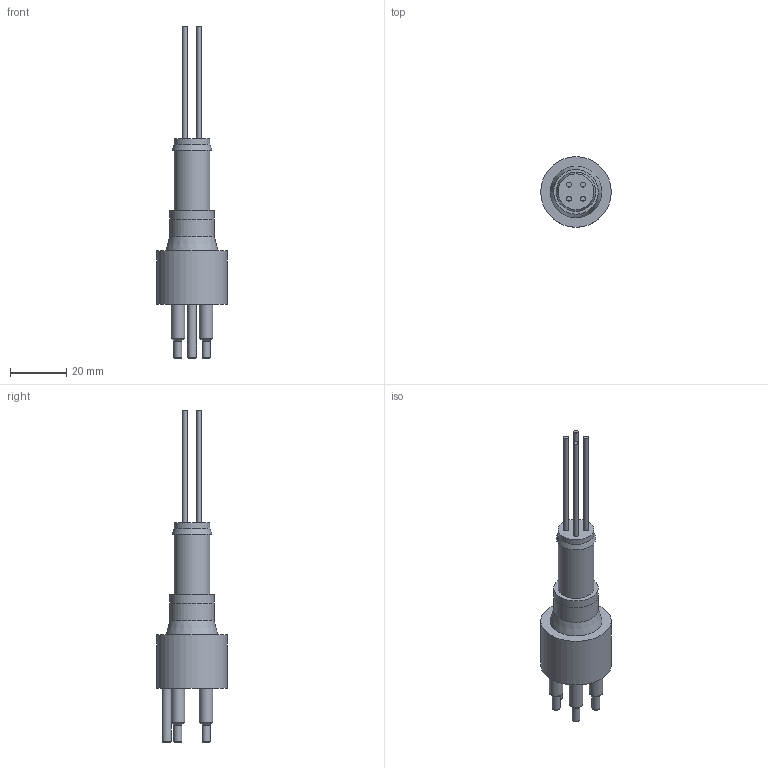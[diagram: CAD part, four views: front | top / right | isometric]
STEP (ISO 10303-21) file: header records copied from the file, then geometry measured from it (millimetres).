
FILE_DESCRIPTION(/* description */ (''),/* implementation_level */ '2;1');
FILE_NAME(/* name */ 'PBOF4M.stp',/* time_stamp */ '2014-11-28T08:33:38+01:00',/* author */ ('sh'),/* organization */ (''),/* preprocessor_version */ 'ST-DEVELOPER v15.2',/* originating_system */ 'Autodesk Inventor 2014',/* authorisation */ '');
FILE_SCHEMA (('AUTOMOTIVE_DESIGN { 1 0 10303 214 3 1 1 }'));
Length unit declared in the file: millimetre
Products named in the file (1): PBOF4M
Bounding box: 25 x 25 x 117.8 mm (x, y, z)
Volume: 17131 mm3; surface area: 6192 mm2
Topology: 1 solids, 1 shells, 119 faces, 281 edges, 183 vertices
Faces by surface type: plane 59, bspline 31, cylinder 18, cone 11
Full cylindrical faces by diameter (mm): 1.7 x4, 2.8 x4, 3.2 x1, 4.8 x4, 12.7 x2, 15.78 x1, 15.8 x1, 25 x1
Entity records: 3565 total; most frequent: CARTESIAN_POINT 956, ORIENTED_EDGE 502, DIRECTION 411, EDGE_CURVE 251, VERTEX_POINT 182, EDGE_LOOP 167, LINE 145, VECTOR 145
